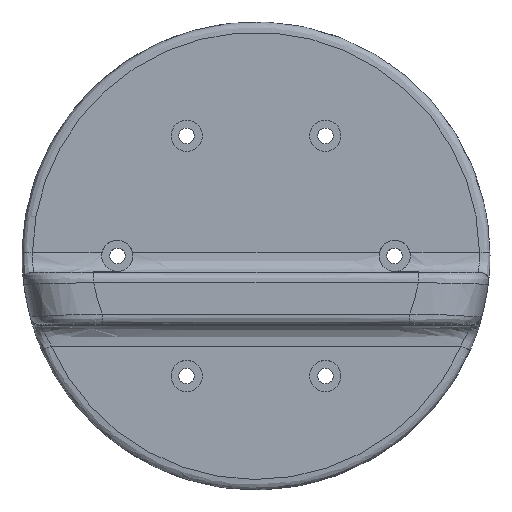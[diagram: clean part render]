
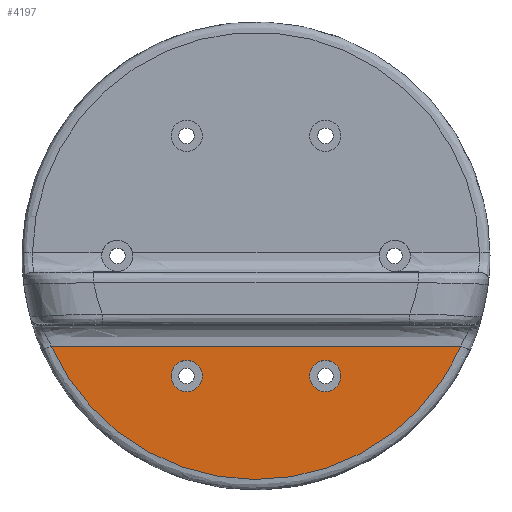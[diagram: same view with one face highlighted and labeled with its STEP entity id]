
A CAD part, top view. The second image highlights one B-rep face of the part: STEP entity #4197.
In plain terms, the highlighted planar face has unit normal (0, 0, 1).
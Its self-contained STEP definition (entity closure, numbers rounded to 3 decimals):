
#42 = CARTESIAN_POINT ( 'NONE',  ( -59.028, -26., 15. ) ) ;
#120 = EDGE_CURVE ( 'NONE', #1033, #3180, #5758, .T. ) ;
#325 = CARTESIAN_POINT ( 'NONE',  ( -44.986, -46.326, 15. ) ) ;
#356 = CARTESIAN_POINT ( 'NONE',  ( 53.014, -36.87, 15. ) ) ;
#418 = CARTESIAN_POINT ( 'NONE',  ( 59.028, -26., 15. ) ) ;
#507 = CARTESIAN_POINT ( 'NONE',  ( -59.028, -26., 15. ) ) ;
#565 = AXIS2_PLACEMENT_3D ( 'NONE', #2876, #5654, #4767 ) ;
#615 = ORIENTED_EDGE ( 'NONE', *, *, #120, .F. ) ;
#616 = CARTESIAN_POINT ( 'NONE',  ( 20., -34.641, 15. ) ) ;
#645 = CARTESIAN_POINT ( 'NONE',  ( 0., 0., 15. ) ) ;
#691 = CARTESIAN_POINT ( 'NONE',  ( 59.028, -26., 15. ) ) ;
#705 = AXIS2_PLACEMENT_3D ( 'NONE', #645, #1126, #5676 ) ;
#736 = CARTESIAN_POINT ( 'NONE',  ( 15.5, -34.641, 15. ) ) ;
#874 = CARTESIAN_POINT ( 'NONE',  ( 15.403, -62.711, 15. ) ) ;
#903 = CARTESIAN_POINT ( 'NONE',  ( -15.403, -62.711, 15. ) ) ;
#1033 = VERTEX_POINT ( 'NONE', #1518 ) ;
#1126 = DIRECTION ( 'NONE',  ( 0., 0., 1. ) ) ;
#1293 = CARTESIAN_POINT ( 'NONE',  ( 56.322, -31.586, 15. ) ) ;
#1319 = DIRECTION ( 'NONE',  ( 0., 0., 1. ) ) ;
#1326 = CARTESIAN_POINT ( 'NONE',  ( -59.028, -26., 15. ) ) ;
#1356 = CARTESIAN_POINT ( 'NONE',  ( 51.181, -39.375, 15. ) ) ;
#1466 = AXIS2_PLACEMENT_3D ( 'NONE', #616, #4282, #2059 ) ;
#1518 = CARTESIAN_POINT ( 'NONE',  ( 24.5, -34.641, 15. ) ) ;
#1659 = AXIS2_PLACEMENT_3D ( 'NONE', #3120, #1319, #3576 ) ;
#1748 = CARTESIAN_POINT ( 'NONE',  ( -40.309, -50.448, 15. ) ) ;
#1806 = CARTESIAN_POINT ( 'NONE',  ( -53.014, -36.869, 15. ) ) ;
#1853 = VERTEX_POINT ( 'NONE', #691 ) ;
#1964 = EDGE_LOOP ( 'NONE', ( #2894, #2780 ) ) ;
#2059 = DIRECTION ( 'NONE',  ( 1., 0., 0. ) ) ;
#2159 = CARTESIAN_POINT ( 'NONE',  ( 37.838, -52.328, 15. ) ) ;
#2226 = CARTESIAN_POINT ( 'NONE',  ( -51.181, -39.375, 15. ) ) ;
#2269 = EDGE_CURVE ( 'NONE', #3807, #4458, #4292, .T. ) ;
#2401 = CARTESIAN_POINT ( 'NONE',  ( 19.676, -26., 15. ) ) ;
#2437 = EDGE_CURVE ( 'NONE', #1853, #4095, #4412, .T. ) ;
#2501 = ORIENTED_EDGE ( 'NONE', *, *, #2269, .F. ) ;
#2560 = DIRECTION ( 'NONE',  ( 1., 0., 0. ) ) ;
#2612 = CARTESIAN_POINT ( 'NONE',  ( -47.161, -44.111, 15. ) ) ;
#2675 = CARTESIAN_POINT ( 'NONE',  ( -29.919, -57.225, 15. ) ) ;
#2735 = CARTESIAN_POINT ( 'NONE',  ( 57.775, -28.843, 15. ) ) ;
#2780 = ORIENTED_EDGE ( 'NONE', *, *, #3342, .T. ) ;
#2872 = PLANE ( 'NONE',  #705 ) ;
#2876 = CARTESIAN_POINT ( 'NONE',  ( 20., -34.641, 15. ) ) ;
#2894 = ORIENTED_EDGE ( 'NONE', *, *, #2437, .T. ) ;
#3120 = CARTESIAN_POINT ( 'NONE',  ( -20., -34.641, 15. ) ) ;
#3124 = CARTESIAN_POINT ( 'NONE',  ( -56.322, -31.586, 15. ) ) ;
#3157 = CARTESIAN_POINT ( 'NONE',  ( 3.106, -64.5, 15. ) ) ;
#3180 = VERTEX_POINT ( 'NONE', #736 ) ;
#3269 = EDGE_LOOP ( 'NONE', ( #615, #4051 ) ) ;
#3312 = CARTESIAN_POINT ( 'NONE',  ( -19.676, -26., 15. ) ) ;
#3342 = EDGE_CURVE ( 'NONE', #4095, #1853, #3978, .T. ) ;
#3358 = FACE_BOUND ( 'NONE', #4268, .T. ) ;
#3406 = ORIENTED_EDGE ( 'NONE', *, *, #5198, .F. ) ;
#3490 = CIRCLE ( 'NONE', #1659, 4.5 ) ;
#3552 = CARTESIAN_POINT ( 'NONE',  ( 24.262, -59.843, 15. ) ) ;
#3576 = DIRECTION ( 'NONE',  ( 1., 0., 0. ) ) ;
#3580 = CARTESIAN_POINT ( 'NONE',  ( 40.309, -50.448, 15. ) ) ;
#3586 = CIRCLE ( 'NONE', #1466, 4.5 ) ;
#3610 = CARTESIAN_POINT ( 'NONE',  ( -3.106, -64.5, 15. ) ) ;
#3645 = CARTESIAN_POINT ( 'NONE',  ( -24.262, -59.843, 15. ) ) ;
#3807 = VERTEX_POINT ( 'NONE', #5840 ) ;
#3978 = B_SPLINE_CURVE_WITH_KNOTS ( 'NONE', 3,
 ( #1326, #4029, #3124, #1806, #2226, #2612, #325, #1748, #5479, #4057, #2675, #3645, #5872, #903, #5017, #5900, #3610, #3157, #5416, #4989, #874, #5445, #3552, #4925, #5385, #2159, #3580, #4480, #4954, #1356, #356, #1293, #2735, #418 ),
 .UNSPECIFIED., .F., .F.,
 ( 4, 2, 2, 2, 2, 2, 2, 2, 2, 2, 2, 2, 2, 2, 2, 2, 4 ),
 ( 0., 0.063, 0.125, 0.188, 0.25, 0.313, 0.375, 0.438, 0.5, 0.563, 0.625, 0.688, 0.75, 0.813, 0.875, 0.938, 1. ),
 .UNSPECIFIED. ) ;
#4029 = CARTESIAN_POINT ( 'NONE',  ( -57.775, -28.843, 15. ) ) ;
#4051 = ORIENTED_EDGE ( 'NONE', *, *, #4283, .F. ) ;
#4057 = CARTESIAN_POINT ( 'NONE',  ( -32.635, -55.721, 15. ) ) ;
#4095 = VERTEX_POINT ( 'NONE', #42 ) ;
#4197 = ADVANCED_FACE ( 'NONE', ( #3358, #4762, #5732 ), #2872, .T. ) ;
#4268 = EDGE_LOOP ( 'NONE', ( #2501, #3406 ) ) ;
#4282 = DIRECTION ( 'NONE',  ( 0., 0., 1. ) ) ;
#4283 = EDGE_CURVE ( 'NONE', #3180, #1033, #3586, .T. ) ;
#4292 = CIRCLE ( 'NONE', #5652, 4.5 ) ;
#4412 = B_SPLINE_CURVE_WITH_KNOTS ( 'NONE', 3,
 ( #4636, #2401, #3312, #507 ),
 .UNSPECIFIED., .F., .F.,
 ( 4, 4 ),
 ( 0.026, 0.974 ),
 .UNSPECIFIED. ) ;
#4458 = VERTEX_POINT ( 'NONE', #5811 ) ;
#4480 = CARTESIAN_POINT ( 'NONE',  ( 44.986, -46.326, 15. ) ) ;
#4636 = CARTESIAN_POINT ( 'NONE',  ( 59.028, -26., 15. ) ) ;
#4762 = FACE_BOUND ( 'NONE', #3269, .T. ) ;
#4767 = DIRECTION ( 'NONE',  ( 1., 0., 0. ) ) ;
#4872 = CARTESIAN_POINT ( 'NONE',  ( -20., -34.641, 15. ) ) ;
#4925 = CARTESIAN_POINT ( 'NONE',  ( 29.919, -57.225, 15. ) ) ;
#4954 = CARTESIAN_POINT ( 'NONE',  ( 47.161, -44.111, 15. ) ) ;
#4989 = CARTESIAN_POINT ( 'NONE',  ( 12.371, -63.378, 15. ) ) ;
#5017 = CARTESIAN_POINT ( 'NONE',  ( -12.371, -63.378, 15. ) ) ;
#5198 = EDGE_CURVE ( 'NONE', #4458, #3807, #3490, .T. ) ;
#5233 = DIRECTION ( 'NONE',  ( 0., 0., 1. ) ) ;
#5385 = CARTESIAN_POINT ( 'NONE',  ( 32.635, -55.721, 15. ) ) ;
#5416 = CARTESIAN_POINT ( 'NONE',  ( 6.202, -64.275, 15. ) ) ;
#5445 = CARTESIAN_POINT ( 'NONE',  ( 21.358, -60.941, 15. ) ) ;
#5479 = CARTESIAN_POINT ( 'NONE',  ( -37.838, -52.328, 15. ) ) ;
#5652 = AXIS2_PLACEMENT_3D ( 'NONE', #4872, #5233, #2560 ) ;
#5654 = DIRECTION ( 'NONE',  ( 0., 0., 1. ) ) ;
#5676 = DIRECTION ( 'NONE',  ( 1., 0., 0. ) ) ;
#5732 = FACE_OUTER_BOUND ( 'NONE', #1964, .T. ) ;
#5758 = CIRCLE ( 'NONE', #565, 4.5 ) ;
#5811 = CARTESIAN_POINT ( 'NONE',  ( -24.5, -34.641, 15. ) ) ;
#5840 = CARTESIAN_POINT ( 'NONE',  ( -15.5, -34.641, 15. ) ) ;
#5872 = CARTESIAN_POINT ( 'NONE',  ( -21.358, -60.941, 15. ) ) ;
#5900 = CARTESIAN_POINT ( 'NONE',  ( -6.202, -64.276, 15. ) ) ;
